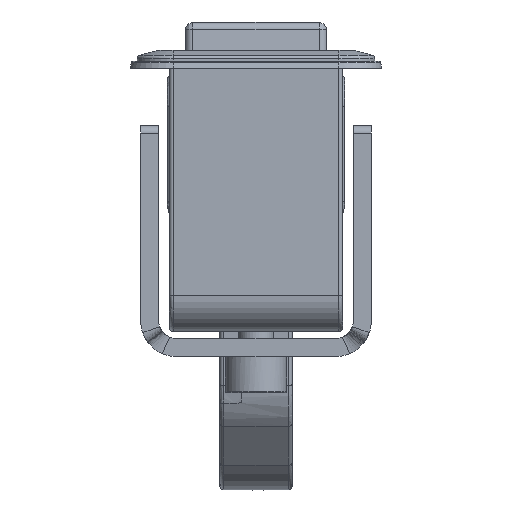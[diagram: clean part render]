
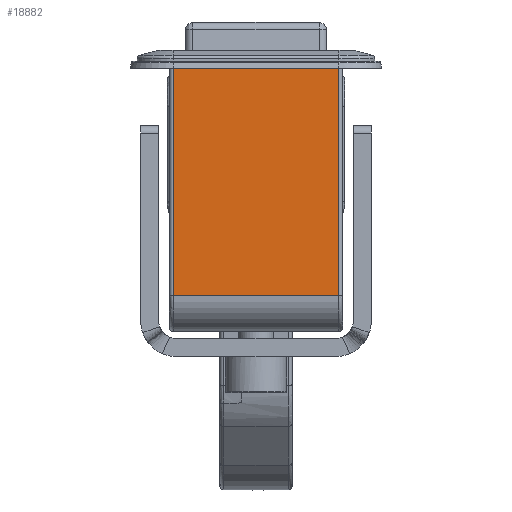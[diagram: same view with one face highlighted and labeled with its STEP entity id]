
A CAD part, front view. The second image highlights one B-rep face of the part: STEP entity #18882.
In plain terms, the highlighted planar face has unit normal (0, -1, 0).
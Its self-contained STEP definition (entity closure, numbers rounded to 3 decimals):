
#18882 = ADVANCED_FACE ( 'NONE', ( #25843 ), #42933, .F. ) ;
#20890 = EDGE_LOOP ( 'NONE', ( #22849, #22850, #22851, #22852 ) ) ;
#21588 = EDGE_CURVE ( 'NONE', #36081, #36124, #26141, .T. ) ;
#21590 = EDGE_CURVE ( 'NONE', #36140, #36081, #26146, .T. ) ;
#21665 = EDGE_CURVE ( 'NONE', #36124, #49820, #26272, .T. ) ;
#21667 = EDGE_CURVE ( 'NONE', #49820, #36140, #26300, .T. ) ;
#22095 = AXIS2_PLACEMENT_3D ( 'NONE', #42881, #42935, #42936 ) ;
#22849 = ORIENTED_EDGE ( 'NONE', *, *, #21667, .F. ) ;
#22850 = ORIENTED_EDGE ( 'NONE', *, *, #21665, .F. ) ;
#22851 = ORIENTED_EDGE ( 'NONE', *, *, #21588, .F. ) ;
#22852 = ORIENTED_EDGE ( 'NONE', *, *, #21590, .F. ) ;
#24411 = CARTESIAN_POINT ( 'NONE',  ( -11.5, -42., -30. ) ) ;
#25843 = FACE_OUTER_BOUND ( 'NONE', #20890, .T. ) ;
#26133 = VECTOR ( 'NONE', #43444, 1000. ) ;
#26139 = VECTOR ( 'NONE', #43448, 1000. ) ;
#26141 = LINE ( 'NONE', #43430, #26133 ) ;
#26146 = LINE ( 'NONE', #43440, #26139 ) ;
#26272 = LINE ( 'NONE', #48624, #26293 ) ;
#26293 = VECTOR ( 'NONE', #48638, 1000. ) ;
#26300 = LINE ( 'NONE', #48652, #26302 ) ;
#26302 = VECTOR ( 'NONE', #48654, 1000. ) ;
#36081 = VERTEX_POINT ( 'NONE', #50722 ) ;
#36124 = VERTEX_POINT ( 'NONE', #50805 ) ;
#36140 = VERTEX_POINT ( 'NONE', #50835 ) ;
#42881 = CARTESIAN_POINT ( 'NONE',  ( 0., -42., -35. ) ) ;
#42933 = PLANE ( 'NONE',  #22095 ) ;
#42935 = DIRECTION ( 'NONE',  ( 0., 1., 0. ) ) ;
#42936 = DIRECTION ( 'NONE',  ( 0., 0., 1. ) ) ;
#43430 = CARTESIAN_POINT ( 'NONE',  ( 11.5, -42., -35. ) ) ;
#43440 = CARTESIAN_POINT ( 'NONE',  ( 0., -42., 1.5 ) ) ;
#43444 = DIRECTION ( 'NONE',  ( 0., 0., -1. ) ) ;
#43448 = DIRECTION ( 'NONE',  ( 1., 0., 0. ) ) ;
#48624 = CARTESIAN_POINT ( 'NONE',  ( 6., -42., -30. ) ) ;
#48638 = DIRECTION ( 'NONE',  ( -1., 0., 0. ) ) ;
#48652 = CARTESIAN_POINT ( 'NONE',  ( -11.5, -42., -16.5 ) ) ;
#48654 = DIRECTION ( 'NONE',  ( 0., 0., 1. ) ) ;
#49820 = VERTEX_POINT ( 'NONE', #24411 ) ;
#50722 = CARTESIAN_POINT ( 'NONE',  ( 11.5, -42., 1.5 ) ) ;
#50805 = CARTESIAN_POINT ( 'NONE',  ( 11.5, -42., -30. ) ) ;
#50835 = CARTESIAN_POINT ( 'NONE',  ( -11.5, -42., 1.5 ) ) ;
